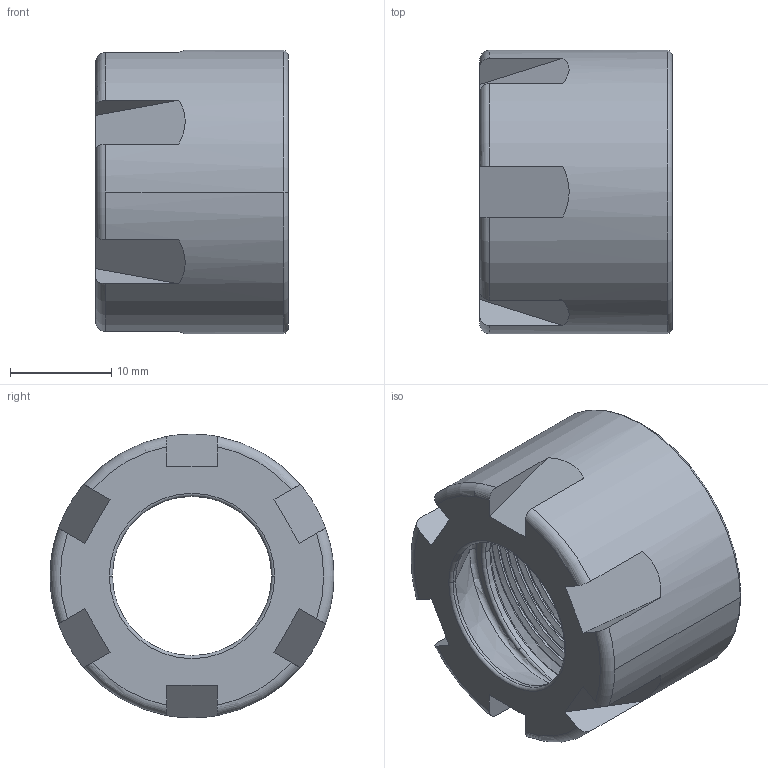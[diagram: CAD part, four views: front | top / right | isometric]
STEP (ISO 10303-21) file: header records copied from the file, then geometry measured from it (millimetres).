
FILE_DESCRIPTION((''),'2;1');
FILE_NAME('ER25_M','2021-03-29T',('104091'),(''),'CREO PARAMETRIC BY PTC INC, 2016260','CREO PARAMETRIC BY PTC INC, 2016260','');
FILE_SCHEMA(('CONFIG_CONTROL_DESIGN'));
Length unit declared in the file: millimetre
Products named in the file (1): ER25_M
Bounding box: 19 x 28 x 28 mm (x, y, z)
Volume: 4080.4 mm3; surface area: 4236.5 mm2
Topology: 1 solids, 1 shells, 91 faces, 242 edges, 153 vertices
Faces by surface type: cylinder 28, plane 23, torus 19, bspline 17, cone 4
Entity records: 7077 total; most frequent: CARTESIAN_POINT 4972, ORIENTED_EDGE 484, DIRECTION 357, EDGE_CURVE 242, VERTEX_POINT 153, AXIS2_PLACEMENT_3D 139, B_SPLINE_CURVE_WITH_KNOTS 98, EDGE_LOOP 93
